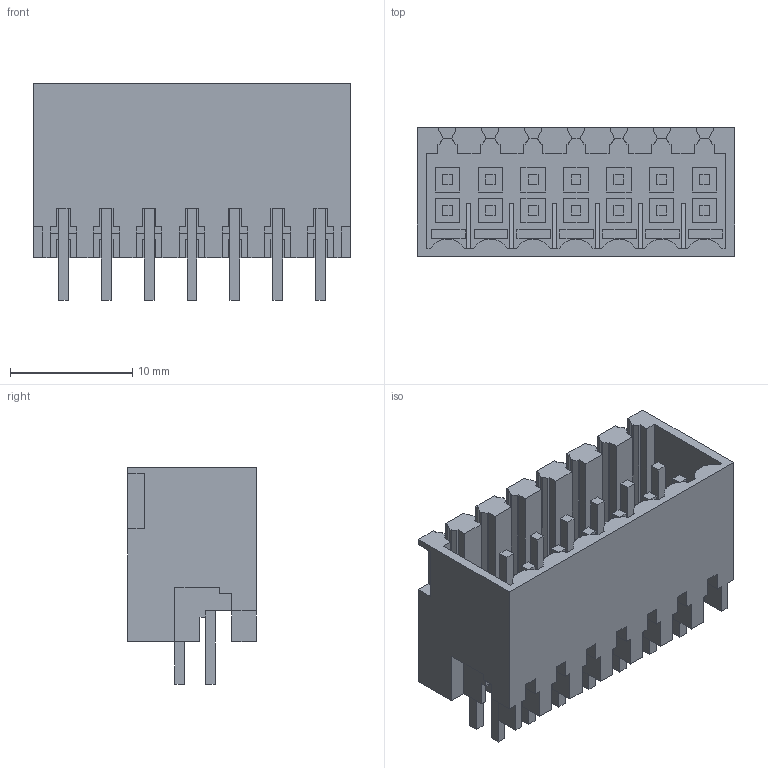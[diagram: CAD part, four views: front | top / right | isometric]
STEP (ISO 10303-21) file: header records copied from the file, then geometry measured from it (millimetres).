
FILE_DESCRIPTION(('CATIA V5 STEP Exchange','CAx-IF Rec.Pracs.--- Model Styling and Organization---1.4--- 2014-01-23'),'2;1');
FILE_NAME ('D1455136_0_1728990000_1728990000.stp','2019-02-22T07:49:12+00:00',('none'),('Weidmueller'),'CATIA Version 5-6 Release 2016 SP3 HF44','CATIA V5 STEP AP214','none');
FILE_SCHEMA(('AUTOMOTIVE_DESIGN { 1 0 10303 214 1 1 1 1 }'));
Length unit declared in the file: millimetre
Products named in the file (1): 1728990000
Bounding box: 25.9 x 10.5 x 17.7 mm (x, y, z)
Volume: 1754.7 mm3; surface area: 3857.9 mm2
Topology: 1 solids, 1 shells, 664 faces, 1920 edges, 1306 vertices
Faces by surface type: plane 650, cylinder 14
Entity records: 20487 total; most frequent: ORIENTED_EDGE 3840, CARTESIAN_POINT 3583, DIRECTION 2632, EDGE_CURVE 1920, VECTOR 1892, LINE 1892, VERTEX_POINT 1306, EDGE_LOOP 712
